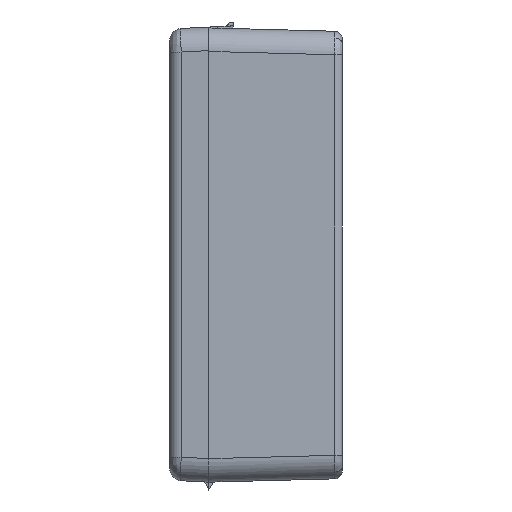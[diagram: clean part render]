
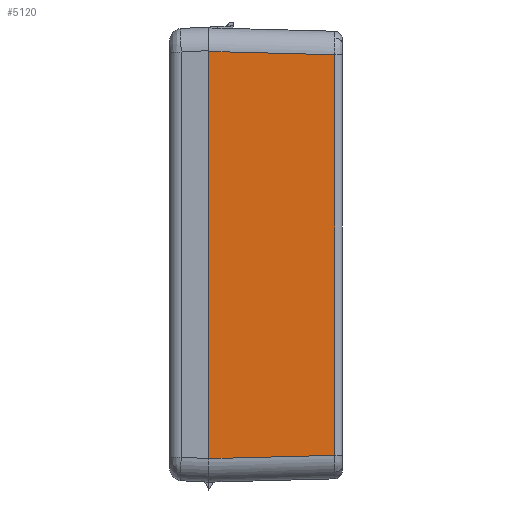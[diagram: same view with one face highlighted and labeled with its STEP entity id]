
A CAD part, left-side view. The second image highlights one B-rep face of the part: STEP entity #5120.
In plain terms, the highlighted planar face has unit normal (-1, -0.026, 0).
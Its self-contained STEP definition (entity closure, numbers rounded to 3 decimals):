
#87 = DIRECTION ( 'NONE',  ( 1., 0.026, 0. ) ) ;
#306 = VERTEX_POINT ( 'NONE', #4350 ) ;
#552 = CARTESIAN_POINT ( 'NONE',  ( -70.951, -1.867, 0. ) ) ;
#620 = LINE ( 'NONE', #5173, #3035 ) ;
#783 = VECTOR ( 'NONE', #1592, 1000. ) ;
#788 = LINE ( 'NONE', #1692, #5348 ) ;
#946 = EDGE_LOOP ( 'NONE', ( #4446, #2564, #3996, #1898 ) ) ;
#1030 = DIRECTION ( 'NONE',  ( -0.026, 1., 0. ) ) ;
#1314 = EDGE_CURVE ( 'NONE', #4445, #2246, #620, .T. ) ;
#1592 = DIRECTION ( 'NONE',  ( 0., 0., 1. ) ) ;
#1692 = CARTESIAN_POINT ( 'NONE',  ( -70.933, -2.536, 25.434 ) ) ;
#1789 = VERTEX_POINT ( 'NONE', #4014 ) ;
#1898 = ORIENTED_EDGE ( 'NONE', *, *, #1314, .F. ) ;
#2246 = VERTEX_POINT ( 'NONE', #4697 ) ;
#2281 = VECTOR ( 'NONE', #4362, 1000. ) ;
#2292 = PLANE ( 'NONE',  #5059 ) ;
#2539 = LINE ( 'NONE', #5647, #2281 ) ;
#2564 = ORIENTED_EDGE ( 'NONE', *, *, #4772, .T. ) ;
#2779 = FACE_OUTER_BOUND ( 'NONE', #946, .T. ) ;
#3035 = VECTOR ( 'NONE', #5207, 1000. ) ;
#3357 = CARTESIAN_POINT ( 'NONE',  ( -71.026, 0.974, 0. ) ) ;
#3862 = LINE ( 'NONE', #3357, #783 ) ;
#3996 = ORIENTED_EDGE ( 'NONE', *, *, #4402, .T. ) ;
#4014 = CARTESIAN_POINT ( 'NONE',  ( -71.026, 0.974, -25.527 ) ) ;
#4023 = DIRECTION ( 'NONE',  ( -0.026, 0.999, 0.026 ) ) ;
#4350 = CARTESIAN_POINT ( 'NONE',  ( -71.026, 0.974, 25.527 ) ) ;
#4362 = DIRECTION ( 'NONE',  ( 0.026, -0.999, 0.026 ) ) ;
#4402 = EDGE_CURVE ( 'NONE', #306, #2246, #788, .T. ) ;
#4445 = VERTEX_POINT ( 'NONE', #5394 ) ;
#4446 = ORIENTED_EDGE ( 'NONE', *, *, #5175, .T. ) ;
#4697 = CARTESIAN_POINT ( 'NONE',  ( -71.447, 17., 25.948 ) ) ;
#4772 = EDGE_CURVE ( 'NONE', #1789, #306, #3862, .T. ) ;
#5059 = AXIS2_PLACEMENT_3D ( 'NONE', #552, #87, #1030 ) ;
#5120 = ADVANCED_FACE ( 'NONE', ( #2779 ), #2292, .F. ) ;
#5173 = CARTESIAN_POINT ( 'NONE',  ( -71.447, 17., 0. ) ) ;
#5175 = EDGE_CURVE ( 'NONE', #4445, #1789, #2539, .T. ) ;
#5207 = DIRECTION ( 'NONE',  ( 0., 0., 1. ) ) ;
#5348 = VECTOR ( 'NONE', #4023, 1000. ) ;
#5394 = CARTESIAN_POINT ( 'NONE',  ( -71.447, 17., -25.948 ) ) ;
#5647 = CARTESIAN_POINT ( 'NONE',  ( -70.933, -2.536, -25.434 ) ) ;
